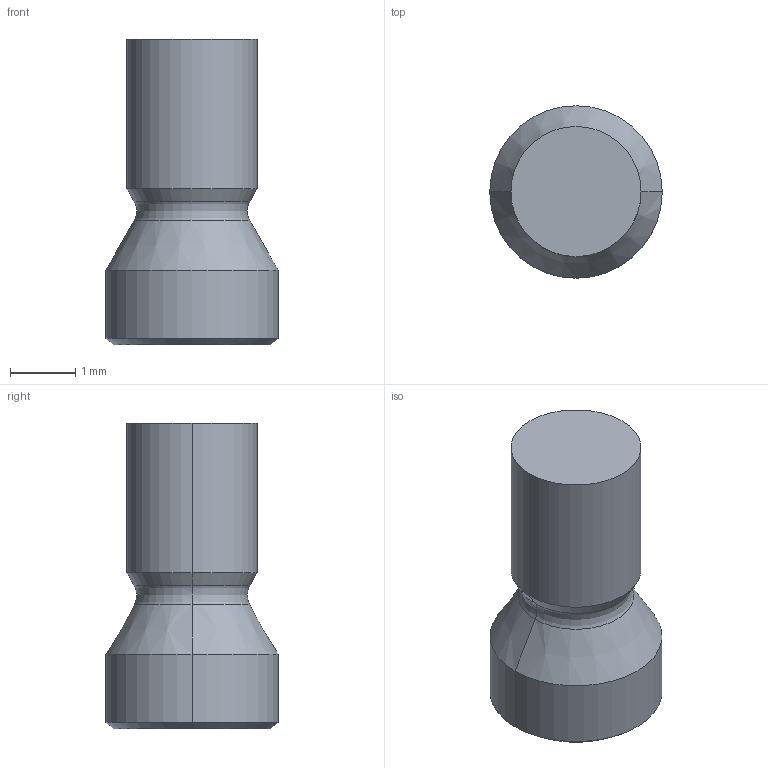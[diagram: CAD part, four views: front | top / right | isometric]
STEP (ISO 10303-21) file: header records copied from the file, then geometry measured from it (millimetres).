
FILE_DESCRIPTION(/* description */ (''),/* implementation_level */ '2;1');
FILE_NAME(/* name */ 'TPS20-1.stp',/* time_stamp */ '2022-02-03T10:32:27+09:00',/* author */ (''),/* organization */ (''),/* preprocessor_version */ 'ST-DEVELOPER v16',/* originating_system */ 'SIEMENS PLM Software NX 10.0',/* authorisation */ '');
FILE_SCHEMA (('AUTOMOTIVE_DESIGN { 1 0 10303 214 3 1 1 1 }'));
Length unit declared in the file: millimetre
Products named in the file (1): TPS20-1
Bounding box: 2.65 x 2.65 x 4.7 mm (x, y, z)
Volume: 14.8 mm3; surface area: 48.1 mm2
Topology: 1 solids, 1 shells, 52 faces, 140 edges, 90 vertices
Faces by surface type: cylinder 28, plane 14, cone 4, bspline 2, sphere 2, torus 2
Entity records: 1906 total; most frequent: CARTESIAN_POINT 571, ORIENTED_EDGE 276, DIRECTION 274, EDGE_CURVE 138, AXIS2_PLACEMENT_3D 109, VERTEX_POINT 89, LINE 56, VECTOR 56
